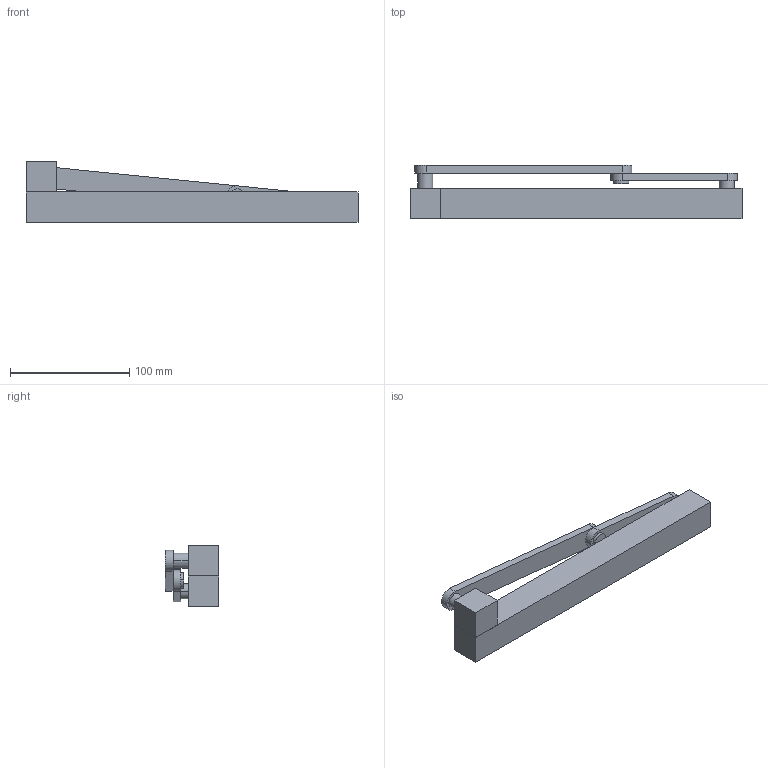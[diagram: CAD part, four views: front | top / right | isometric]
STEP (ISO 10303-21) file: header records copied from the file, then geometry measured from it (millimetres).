
FILE_DESCRIPTION(('CATIA V5 STEP Exchange'),'2;1');
FILE_NAME('Slider_Crank.stp','2023-01-04T19:17:01+00:00',('none'),('none'),'CATIA Version 5 Release 20 GA (IN-10)','CATIA V5 STEP AP203','none');
FILE_SCHEMA(('CONFIG_CONTROL_DESIGN'));
Length unit declared in the file: millimetre
Products named in the file (1): Slider_Crank
Assembly tree (4 placements, depth 2):
  Slider_Crank
    #58
    #363
    #609
    #855
Bounding box: 278.13 x 44.45 x 50.8 mm (x, y, z)
Volume: 230389 mm3; surface area: 49001 mm2
Topology: 4 solids, 4 shells, 39 faces, 84 edges, 56 vertices
Faces by surface type: plane 23, cylinder 16
Entity records: 1147 total; most frequent: CARTESIAN_POINT 181, ORIENTED_EDGE 168, DIRECTION 166, EDGE_CURVE 84, AXIS2_PLACEMENT_3D 73, VERTEX_POINT 56, VECTOR 52, LINE 52
